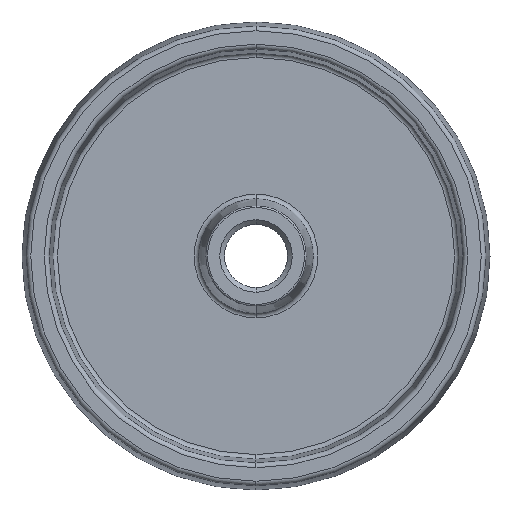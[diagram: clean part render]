
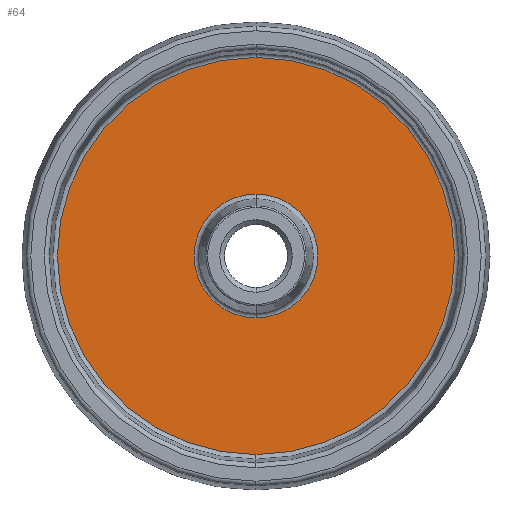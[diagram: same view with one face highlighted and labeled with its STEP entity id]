
A CAD part, left-side view. The second image highlights one B-rep face of the part: STEP entity #64.
In plain terms, the highlighted planar face has unit normal (-1, 0, 0).
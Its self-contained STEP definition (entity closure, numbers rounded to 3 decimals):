
#64 = ADVANCED_FACE ( 'NONE', ( #1309, #1178 ), #896, .T. ) ;
#141 = DIRECTION ( 'NONE',  ( 0., 0., 1. ) ) ;
#155 = CIRCLE ( 'NONE', #634, 63.643 ) ;
#264 = CARTESIAN_POINT ( 'NONE',  ( -5., 0., -63.643 ) ) ;
#303 = AXIS2_PLACEMENT_3D ( 'NONE', #308, #1686, #1385 ) ;
#307 = CARTESIAN_POINT ( 'NONE',  ( -5., 0., 0. ) ) ;
#308 = CARTESIAN_POINT ( 'NONE',  ( -5., 0., 0. ) ) ;
#369 = ORIENTED_EDGE ( 'NONE', *, *, #648, .T. ) ;
#404 = CARTESIAN_POINT ( 'NONE',  ( -5., 0., 0. ) ) ;
#534 = VERTEX_POINT ( 'NONE', #1656 ) ;
#543 = VERTEX_POINT ( 'NONE', #1247 ) ;
#560 = AXIS2_PLACEMENT_3D ( 'NONE', #1405, #1558, #863 ) ;
#589 = CIRCLE ( 'NONE', #1056, 19.824 ) ;
#592 = DIRECTION ( 'NONE',  ( 0., 0., 1. ) ) ;
#634 = AXIS2_PLACEMENT_3D ( 'NONE', #307, #1137, #592 ) ;
#648 = EDGE_CURVE ( 'NONE', #1312, #543, #155, .T. ) ;
#728 = VERTEX_POINT ( 'NONE', #1726 ) ;
#811 = ORIENTED_EDGE ( 'NONE', *, *, #1691, .T. ) ;
#863 = DIRECTION ( 'NONE',  ( 0., 0., 1. ) ) ;
#896 = PLANE ( 'NONE',  #1230 ) ;
#963 = DIRECTION ( 'NONE',  ( 1., 0., 0. ) ) ;
#1040 = CARTESIAN_POINT ( 'NONE',  ( -5., 65., 0. ) ) ;
#1056 = AXIS2_PLACEMENT_3D ( 'NONE', #404, #963, #141 ) ;
#1132 = EDGE_CURVE ( 'NONE', #728, #534, #1350, .T. ) ;
#1137 = DIRECTION ( 'NONE',  ( -1., 0., 0. ) ) ;
#1178 = FACE_OUTER_BOUND ( 'NONE', #1711, .T. ) ;
#1181 = CIRCLE ( 'NONE', #303, 63.643 ) ;
#1230 = AXIS2_PLACEMENT_3D ( 'NONE', #1040, #1599, #1466 ) ;
#1247 = CARTESIAN_POINT ( 'NONE',  ( -5., 0., 63.643 ) ) ;
#1309 = FACE_BOUND ( 'NONE', #1742, .T. ) ;
#1312 = VERTEX_POINT ( 'NONE', #264 ) ;
#1350 = CIRCLE ( 'NONE', #560, 19.824 ) ;
#1365 = ORIENTED_EDGE ( 'NONE', *, *, #1132, .T. ) ;
#1370 = EDGE_CURVE ( 'NONE', #534, #728, #589, .T. ) ;
#1385 = DIRECTION ( 'NONE',  ( 0., 0., 1. ) ) ;
#1405 = CARTESIAN_POINT ( 'NONE',  ( -5., 0., 0. ) ) ;
#1466 = DIRECTION ( 'NONE',  ( 0., 0., 1. ) ) ;
#1558 = DIRECTION ( 'NONE',  ( 1., 0., 0. ) ) ;
#1559 = ORIENTED_EDGE ( 'NONE', *, *, #1370, .T. ) ;
#1599 = DIRECTION ( 'NONE',  ( -1., 0., 0. ) ) ;
#1656 = CARTESIAN_POINT ( 'NONE',  ( -5., 0., -19.824 ) ) ;
#1686 = DIRECTION ( 'NONE',  ( -1., 0., 0. ) ) ;
#1691 = EDGE_CURVE ( 'NONE', #543, #1312, #1181, .T. ) ;
#1711 = EDGE_LOOP ( 'NONE', ( #811, #369 ) ) ;
#1726 = CARTESIAN_POINT ( 'NONE',  ( -5., 0., 19.824 ) ) ;
#1742 = EDGE_LOOP ( 'NONE', ( #1365, #1559 ) ) ;
